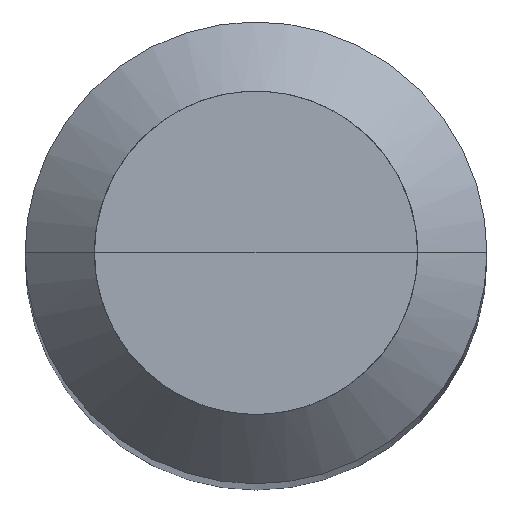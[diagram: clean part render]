
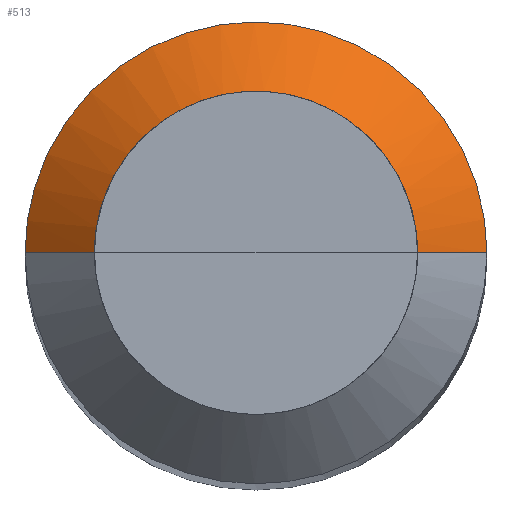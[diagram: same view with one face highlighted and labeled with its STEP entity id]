
A CAD part, top view. The second image highlights one B-rep face of the part: STEP entity #513.
In plain terms, the highlighted free-form (B-spline) face has degree [1, 2] with [2, 5] control points.
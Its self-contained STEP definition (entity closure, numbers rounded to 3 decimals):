
#242=CARTESIAN_POINT('',(2.0,0.0,30.809));
#243=CARTESIAN_POINT('',(2.0,2.0,30.809));
#244=CARTESIAN_POINT('',(0.0,2.0,30.809));
#245=CARTESIAN_POINT('',(-2.0,2.0,30.809));
#246=CARTESIAN_POINT('',(-2.0,0.0,30.809));
#247=CARTESIAN_POINT('',(1.4,0.0,31.409));
#248=CARTESIAN_POINT('',(1.4,1.4,31.409));
#249=CARTESIAN_POINT('',(0.0,1.4,31.409));
#250=CARTESIAN_POINT('',(-1.4,1.4,31.409));
#251=CARTESIAN_POINT('',(-1.4,0.0,31.409));
#494=(
BOUNDED_SURFACE()
B_SPLINE_SURFACE(1,2,(
(#242,#243,#244,#245,#246),
(#247,#248,#249,#250,#251)
), .UNSPECIFIED.,.F.,.F.,.F.)
B_SPLINE_SURFACE_WITH_KNOTS((2,2),(3,2,3),(
0.0,1.0),(
0.0,0.5,1.0), .UNSPECIFIED.)
GEOMETRIC_REPRESENTATION_ITEM()
RATIONAL_B_SPLINE_SURFACE(((1.0,0.707,1.0,0.707,1.0),
(1.0,0.707,1.0,0.707,1.0)
))
REPRESENTATION_ITEM('')
SURFACE()
);
#495=(
BOUNDED_CURVE()
B_SPLINE_CURVE(1,(#247,#242),.UNSPECIFIED.,.F.,.F.)
B_SPLINE_CURVE_WITH_KNOTS((2,2),
(0.0,1.0),.UNSPECIFIED.)
CURVE()
GEOMETRIC_REPRESENTATION_ITEM()
RATIONAL_B_SPLINE_CURVE((1.0,1.0))
REPRESENTATION_ITEM('')
);
#496=(
BOUNDED_CURVE()
B_SPLINE_CURVE(2,(#242,#243,#244,#245,#246),.UNSPECIFIED.,.F.,.F.)
B_SPLINE_CURVE_WITH_KNOTS((3,2,3),
(0.0,0.5,1.0),.UNSPECIFIED.)
CURVE()
GEOMETRIC_REPRESENTATION_ITEM()
RATIONAL_B_SPLINE_CURVE((1.0,0.707,1.0,0.707,1.0))
REPRESENTATION_ITEM('')
);
#497=(
BOUNDED_CURVE()
B_SPLINE_CURVE(1,(#246,#251),.UNSPECIFIED.,.F.,.F.)
B_SPLINE_CURVE_WITH_KNOTS((2,2),
(0.0,1.0),.UNSPECIFIED.)
CURVE()
GEOMETRIC_REPRESENTATION_ITEM()
RATIONAL_B_SPLINE_CURVE((1.0,1.0))
REPRESENTATION_ITEM('')
);
#498=(
BOUNDED_CURVE()
B_SPLINE_CURVE(2,(#251,#250,#249,#248,#247),.UNSPECIFIED.,.F.,.F.)
B_SPLINE_CURVE_WITH_KNOTS((3,2,3),
(0.0,0.5,1.0),.UNSPECIFIED.)
CURVE()
GEOMETRIC_REPRESENTATION_ITEM()
RATIONAL_B_SPLINE_CURVE((1.0,0.707,1.0,0.707,1.0))
REPRESENTATION_ITEM('')
);
#499=VERTEX_POINT('',#242);
#500=VERTEX_POINT('',#246);
#501=VERTEX_POINT('',#247);
#502=VERTEX_POINT('',#251);
#503=EDGE_CURVE('',#501,#499,#495,.T.);
#504=EDGE_CURVE('',#499,#500,#496,.T.);
#505=EDGE_CURVE('',#500,#502,#497,.T.);
#506=EDGE_CURVE('',#502,#501,#498,.T.);
#507=ORIENTED_EDGE('',*,*,#503,.T.);
#508=ORIENTED_EDGE('',*,*,#504,.T.);
#509=ORIENTED_EDGE('',*,*,#505,.T.);
#510=ORIENTED_EDGE('',*,*,#506,.T.);
#511=EDGE_LOOP('',(#507,#508,#509,#510));
#512=FACE_OUTER_BOUND('',#511,.T.);
#513=ADVANCED_FACE('',(#512),#494,.T.);
